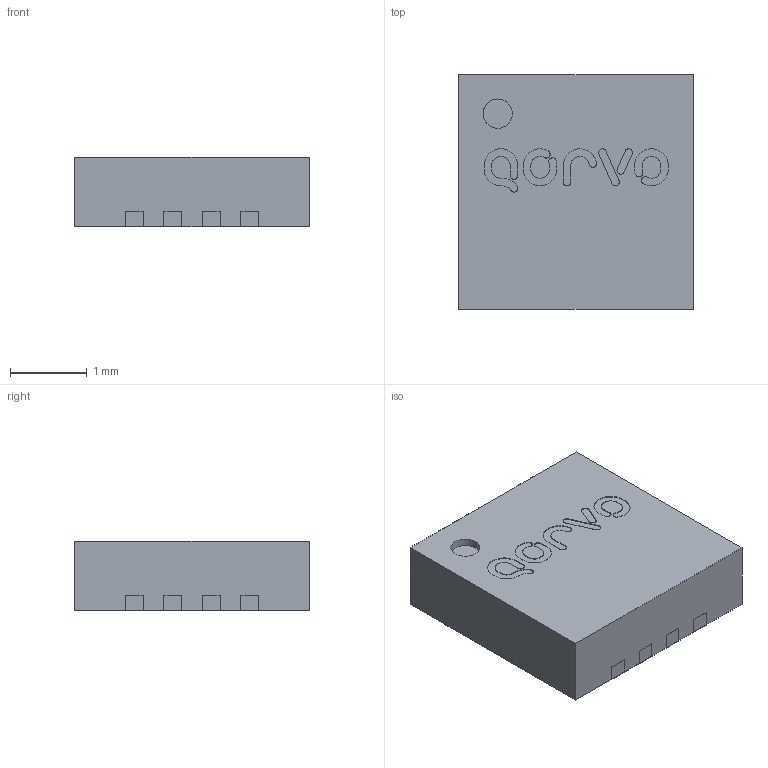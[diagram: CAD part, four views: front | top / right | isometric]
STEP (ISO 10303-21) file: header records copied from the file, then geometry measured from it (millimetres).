
FILE_DESCRIPTION (( 'STEP AP214' ), '1' );
FILE_NAME ('QFN50P300X300X90_HS-17N.STEP', '2022-03-27T17:53:11', ( '' ), ( '' ), 'SwSTEP 2.0', 'SolidWorks 2021', '' );
FILE_SCHEMA (( 'AUTOMOTIVE_DESIGN' ));
Length unit declared in the file: millimetre
Products named in the file (7): QFN50P300X300X90_HS-17N; Body.step; Thermal_Shape.step; Open CASCADE STEP translator 6.8 10.4.1.step; Open CASCADE STEP translator 6.8 10.2.1.step; Pin_Shape.step; Open CASCADE STEP translator 6.8 10.1.step
Assembly tree (21 placements, depth 3):
  QFN50P300X300X90_HS-17N
    Body.step
      Open CASCADE STEP translator 6.8 10.2.1.step
    Pin_Shape.step  x16
      Open CASCADE STEP translator 6.8 10.4.1.step
    Open CASCADE STEP translator 6.8 10.1.step
    Thermal_Shape.step
Bounding box: 3.05 x 3.05 x 0.9 mm (x, y, z)
Volume: 8.4 mm3; surface area: 39.9 mm2
Topology: 18 solids, 19 shells, 333 faces, 741 edges, 452 vertices
Faces by surface type: plane 268, bspline 63, cylinder 2
Entity records: 5446 total; most frequent: CARTESIAN_POINT 1520, ORIENTED_EDGE 640, DIRECTION 365, EDGE_CURVE 321, VERTEX_POINT 212, LINE 183, VECTOR 183, B_SPLINE_CURVE_WITH_KNOTS 134
